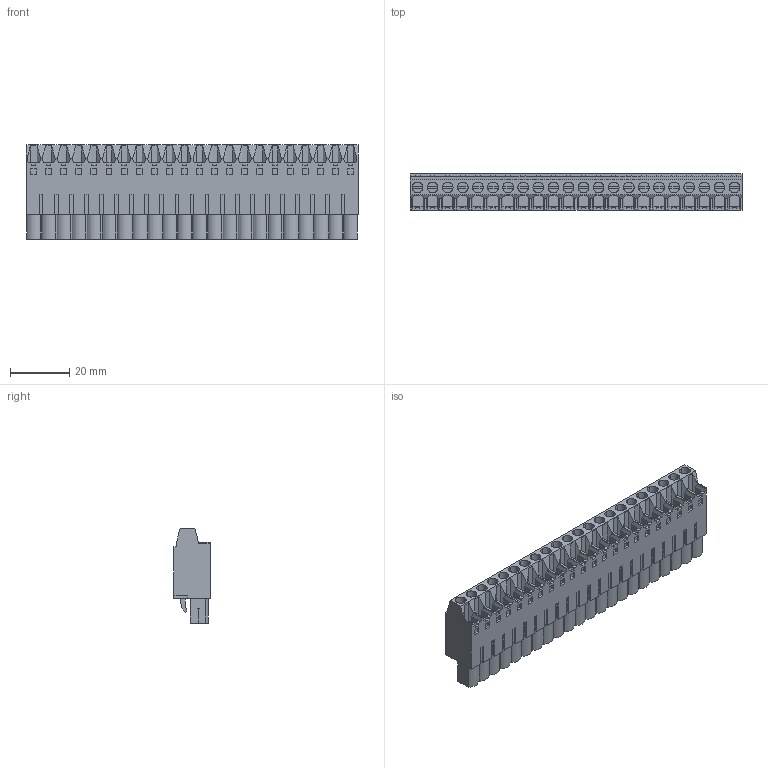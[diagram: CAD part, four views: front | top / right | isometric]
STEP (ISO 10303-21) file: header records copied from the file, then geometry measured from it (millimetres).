
FILE_DESCRIPTION(('CATIA V5 STEP Exchange','CAx-IF Rec.Pracs.--- Model Styling and Organization---1.2---2011-12-15'),'2;1');
FILE_NAME ('D1452506_0_1501560000_1501560000.stp','2017-06-21T12:55:39+00:00',('none'),('Weidmueller'),'CATIA Version 5-6 Release 2014','CATIA V5 STEP AP214','none');
FILE_SCHEMA(('AUTOMOTIVE_DESIGN { 1 0 10303 214 1 1 1 1 }'));
Length unit declared in the file: millimetre
Products named in the file (1): 1501560000
Bounding box: 111.76 x 12.2 x 31.8 mm (x, y, z)
Volume: 28465 mm3; surface area: 17023.9 mm2
Topology: 23 solids, 23 shells, 1628 faces, 4569 edges, 3078 vertices
Faces by surface type: plane 1474, cylinder 154
Entity records: 47423 total; most frequent: ORIENTED_EDGE 9138, CARTESIAN_POINT 8495, DIRECTION 6203, EDGE_CURVE 4569, VECTOR 4153, LINE 4153, VERTEX_POINT 3078, EDGE_LOOP 1719
